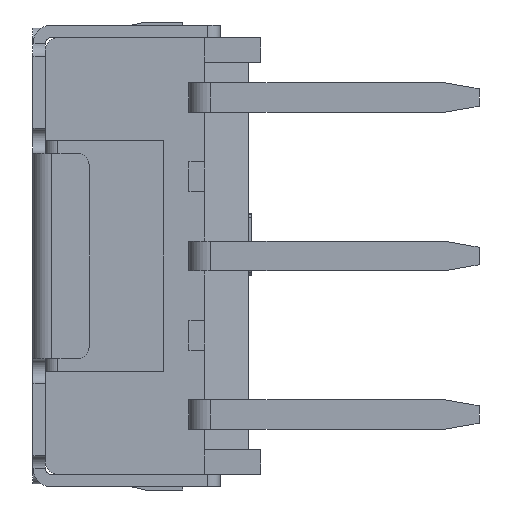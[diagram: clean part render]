
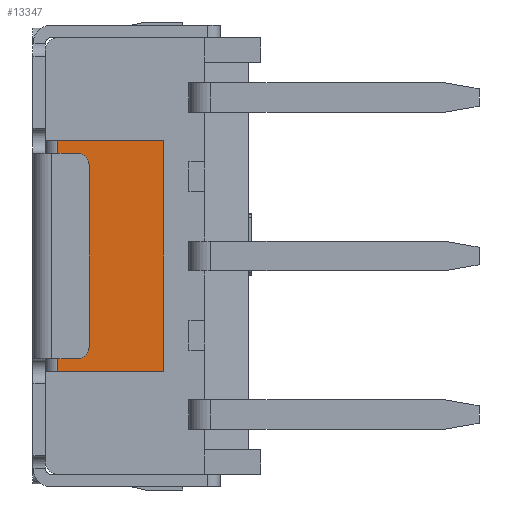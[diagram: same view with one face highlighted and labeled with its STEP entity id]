
A CAD part, left-side view. The second image highlights one B-rep face of the part: STEP entity #13347.
In plain terms, the highlighted planar face has unit normal (-1, 0, 0).
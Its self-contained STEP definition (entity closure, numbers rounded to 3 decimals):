
#451 = AXIS2_PLACEMENT_3D ( 'NONE', #33419, #39498, #28120 ) ;
#1836 = VECTOR ( 'NONE', #30964, 1000. ) ;
#1873 = CARTESIAN_POINT ( 'NONE',  ( -3.5, 1.35, 1.85 ) ) ;
#2521 = DIRECTION ( 'NONE',  ( 0., 0., -1. ) ) ;
#4930 = EDGE_CURVE ( 'NONE', #31885, #24839, #30380, .T. ) ;
#6532 = VERTEX_POINT ( 'NONE', #22988 ) ;
#8008 = CARTESIAN_POINT ( 'NONE',  ( -3.5, 3.05, -1.85 ) ) ;
#8200 = CARTESIAN_POINT ( 'NONE',  ( -3.5, 1.35, -1.85 ) ) ;
#9451 = VECTOR ( 'NONE', #27254, 1000. ) ;
#11683 = EDGE_LOOP ( 'NONE', ( #19573, #40521, #19761, #40612 ) ) ;
#13347 = ADVANCED_FACE ( 'NONE', ( #33926 ), #31249, .F. ) ;
#13739 = EDGE_CURVE ( 'NONE', #6532, #24839, #18447, .T. ) ;
#15145 = EDGE_CURVE ( 'NONE', #35511, #6532, #24074, .T. ) ;
#15304 = CARTESIAN_POINT ( 'NONE',  ( -3.5, 3.05, -1.85 ) ) ;
#16650 = DIRECTION ( 'NONE',  ( 0., 0., -1. ) ) ;
#18447 = LINE ( 'NONE', #15304, #19821 ) ;
#19373 = CARTESIAN_POINT ( 'NONE',  ( -3.5, 1.35, -1.85 ) ) ;
#19573 = ORIENTED_EDGE ( 'NONE', *, *, #15145, .T. ) ;
#19761 = ORIENTED_EDGE ( 'NONE', *, *, #4930, .F. ) ;
#19821 = VECTOR ( 'NONE', #2521, 1000. ) ;
#22988 = CARTESIAN_POINT ( 'NONE',  ( -3.5, 3.05, 1.85 ) ) ;
#24074 = LINE ( 'NONE', #1873, #1836 ) ;
#24839 = VERTEX_POINT ( 'NONE', #8008 ) ;
#27254 = DIRECTION ( 'NONE',  ( 0., 1., 0. ) ) ;
#28120 = DIRECTION ( 'NONE',  ( 0., 0., -1. ) ) ;
#30380 = LINE ( 'NONE', #8200, #9451 ) ;
#30964 = DIRECTION ( 'NONE',  ( 0., 1., 0. ) ) ;
#31249 = PLANE ( 'NONE',  #451 ) ;
#31885 = VERTEX_POINT ( 'NONE', #39755 ) ;
#32552 = LINE ( 'NONE', #19373, #39574 ) ;
#33166 = CARTESIAN_POINT ( 'NONE',  ( -3.5, 1.35, 1.85 ) ) ;
#33419 = CARTESIAN_POINT ( 'NONE',  ( -3.5, 1.35, -1.85 ) ) ;
#33926 = FACE_OUTER_BOUND ( 'NONE', #11683, .T. ) ;
#35511 = VERTEX_POINT ( 'NONE', #33166 ) ;
#38783 = EDGE_CURVE ( 'NONE', #35511, #31885, #32552, .T. ) ;
#39498 = DIRECTION ( 'NONE',  ( 1., 0., 0. ) ) ;
#39574 = VECTOR ( 'NONE', #16650, 1000. ) ;
#39755 = CARTESIAN_POINT ( 'NONE',  ( -3.5, 1.35, -1.85 ) ) ;
#40521 = ORIENTED_EDGE ( 'NONE', *, *, #13739, .T. ) ;
#40612 = ORIENTED_EDGE ( 'NONE', *, *, #38783, .F. ) ;
